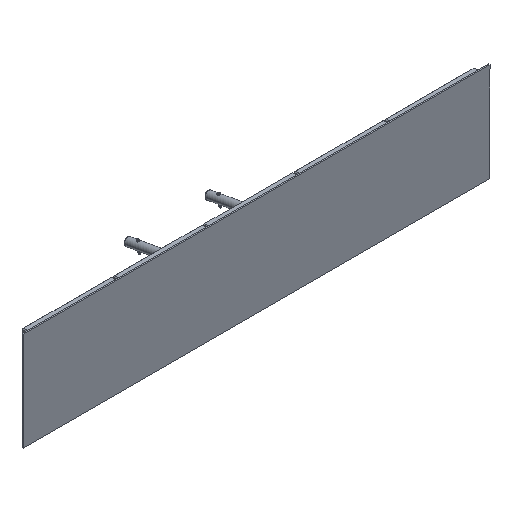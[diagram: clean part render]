
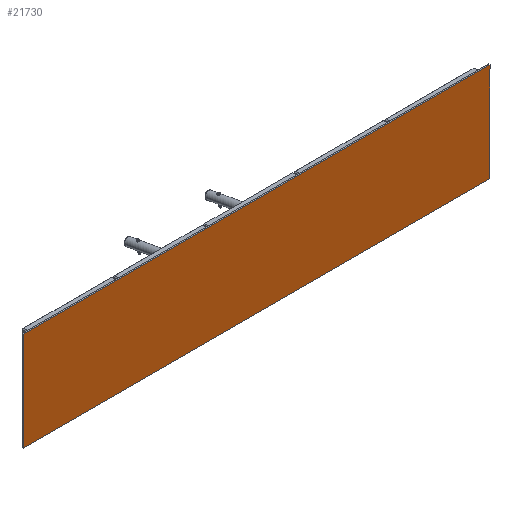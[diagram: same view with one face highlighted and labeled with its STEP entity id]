
A CAD part, isometric view. The second image highlights one B-rep face of the part: STEP entity #21730.
In plain terms, the highlighted planar face has unit normal (0, -1, 0).
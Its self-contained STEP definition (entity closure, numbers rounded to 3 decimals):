
#190 = LINE ( 'NONE', #24767, #23175 ) ;
#444 = FACE_OUTER_BOUND ( 'NONE', #12107, .T. ) ;
#488 = LINE ( 'NONE', #7702, #13380 ) ;
#800 = VECTOR ( 'NONE', #2308, 1000. ) ;
#1848 = DIRECTION ( 'NONE',  ( 0., 0., 1. ) ) ;
#2308 = DIRECTION ( 'NONE',  ( 0., 0., -1. ) ) ;
#3169 = EDGE_CURVE ( 'NONE', #11535, #6552, #5730, .T. ) ;
#4014 = ORIENTED_EDGE ( 'NONE', *, *, #22396, .F. ) ;
#5730 = LINE ( 'NONE', #11858, #800 ) ;
#6079 = EDGE_CURVE ( 'NONE', #6552, #11179, #488, .T. ) ;
#6552 = VERTEX_POINT ( 'NONE', #16248 ) ;
#7205 = EDGE_CURVE ( 'NONE', #18039, #11535, #11556, .T. ) ;
#7676 = DIRECTION ( 'NONE',  ( 1., 0., 0. ) ) ;
#7702 = CARTESIAN_POINT ( 'NONE',  ( 1300., -58.6, -275. ) ) ;
#8212 = CARTESIAN_POINT ( 'NONE',  ( 1300., -58.6, 275. ) ) ;
#9541 = DIRECTION ( 'NONE',  ( -1., 0., 0. ) ) ;
#11179 = VERTEX_POINT ( 'NONE', #16171 ) ;
#11404 = DIRECTION ( 'NONE',  ( 0., 1., 0. ) ) ;
#11535 = VERTEX_POINT ( 'NONE', #8212 ) ;
#11556 = LINE ( 'NONE', #24938, #14919 ) ;
#11858 = CARTESIAN_POINT ( 'NONE',  ( 1300., -58.6, 275. ) ) ;
#11943 = AXIS2_PLACEMENT_3D ( 'NONE', #20963, #11404, #9541 ) ;
#12107 = EDGE_LOOP ( 'NONE', ( #4014, #22588, #24018, #14639 ) ) ;
#13302 = PLANE ( 'NONE',  #11943 ) ;
#13380 = VECTOR ( 'NONE', #15858, 1000. ) ;
#14639 = ORIENTED_EDGE ( 'NONE', *, *, #7205, .F. ) ;
#14919 = VECTOR ( 'NONE', #7676, 1000. ) ;
#15858 = DIRECTION ( 'NONE',  ( -1., 0., 0. ) ) ;
#16171 = CARTESIAN_POINT ( 'NONE',  ( -1300., -58.6, -275. ) ) ;
#16248 = CARTESIAN_POINT ( 'NONE',  ( 1300., -58.6, -275. ) ) ;
#18039 = VERTEX_POINT ( 'NONE', #22627 ) ;
#20963 = CARTESIAN_POINT ( 'NONE',  ( 0., -58.6, 0. ) ) ;
#21730 = ADVANCED_FACE ( 'NONE', ( #444 ), #13302, .F. ) ;
#22396 = EDGE_CURVE ( 'NONE', #11179, #18039, #190, .T. ) ;
#22588 = ORIENTED_EDGE ( 'NONE', *, *, #6079, .F. ) ;
#22627 = CARTESIAN_POINT ( 'NONE',  ( -1300., -58.6, 275. ) ) ;
#23175 = VECTOR ( 'NONE', #1848, 1000. ) ;
#24018 = ORIENTED_EDGE ( 'NONE', *, *, #3169, .F. ) ;
#24767 = CARTESIAN_POINT ( 'NONE',  ( -1300., -58.6, 275. ) ) ;
#24938 = CARTESIAN_POINT ( 'NONE',  ( 1300., -58.6, 275. ) ) ;
